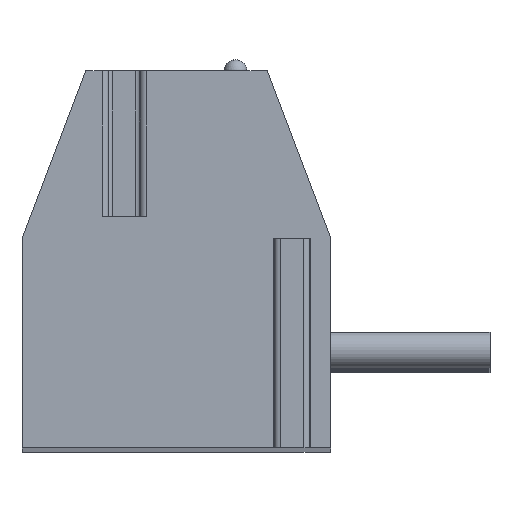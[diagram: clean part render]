
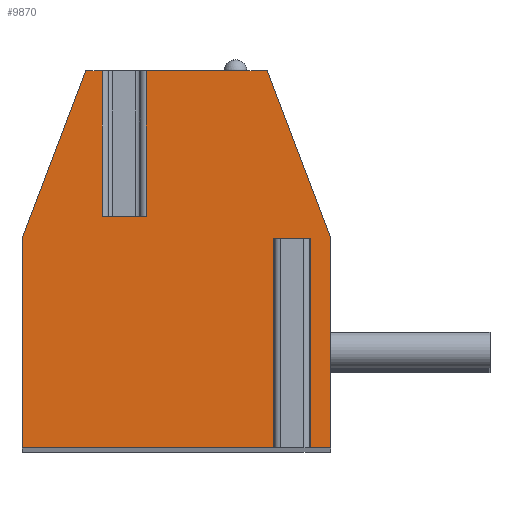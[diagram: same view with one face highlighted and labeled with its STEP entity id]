
A CAD part, top view. The second image highlights one B-rep face of the part: STEP entity #9870.
In plain terms, the highlighted planar face has unit normal (0, 0, 1).
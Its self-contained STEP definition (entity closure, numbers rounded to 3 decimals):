
#13=DIRECTION('',(0.,1.,0.));
#14=VECTOR('',#13,3.2);
#15=CARTESIAN_POINT('',(-1.636,1.,51.435));
#16=LINE('',#15,#14);
#17=DIRECTION('',(1.,0.,0.));
#18=VECTOR('',#17,0.972);
#19=CARTESIAN_POINT('',(-1.636,1.,51.435));
#20=LINE('',#19,#18);
#21=DIRECTION('',(0.,1.,0.));
#22=VECTOR('',#21,3.2);
#23=CARTESIAN_POINT('',(-0.664,1.,51.435));
#24=LINE('',#23,#22);
#25=DIRECTION('',(-1.,0.,0.));
#26=VECTOR('',#25,2.659);
#27=CARTESIAN_POINT('',(1.995,4.2,51.435));
#28=LINE('',#27,#26);
#29=DIRECTION('',(-0.355,0.935,0.));
#30=VECTOR('',#29,3.958);
#31=CARTESIAN_POINT('',(3.4,0.5,51.435));
#32=LINE('',#31,#30);
#33=DIRECTION('',(0.,1.,0.));
#34=VECTOR('',#33,4.6);
#35=CARTESIAN_POINT('',(3.4,-4.1,51.435));
#36=LINE('',#35,#34);
#37=DIRECTION('',(1.,0.,0.));
#38=VECTOR('',#37,0.625);
#39=CARTESIAN_POINT('',(2.775,-4.1,51.435));
#40=LINE('',#39,#38);
#41=DIRECTION('',(0.,1.,0.));
#42=VECTOR('',#41,4.6);
#43=CARTESIAN_POINT('',(2.775,-4.1,51.435));
#44=LINE('',#43,#42);
#45=DIRECTION('',(-1.,0.,0.));
#46=VECTOR('',#45,0.45);
#47=CARTESIAN_POINT('',(2.775,0.5,51.435));
#48=LINE('',#47,#46);
#49=DIRECTION('',(0.,1.,0.));
#50=VECTOR('',#49,4.6);
#51=CARTESIAN_POINT('',(2.325,-4.1,51.435));
#52=LINE('',#51,#50);
#53=DIRECTION('',(1.,0.,0.));
#54=VECTOR('',#53,5.725);
#55=CARTESIAN_POINT('',(-3.4,-4.1,51.435));
#56=LINE('',#55,#54);
#57=DIRECTION('',(0.,-1.,0.));
#58=VECTOR('',#57,4.6);
#59=CARTESIAN_POINT('',(-3.4,0.5,51.435));
#60=LINE('',#59,#58);
#61=DIRECTION('',(-0.355,-0.935,0.));
#62=VECTOR('',#61,3.958);
#63=CARTESIAN_POINT('',(-1.995,4.2,51.435));
#64=LINE('',#63,#62);
#65=DIRECTION('',(-1.,0.,0.));
#66=VECTOR('',#65,0.359);
#67=CARTESIAN_POINT('',(-1.636,4.2,51.435));
#68=LINE('',#67,#66);
#7751=CARTESIAN_POINT('',(-1.995,4.2,51.435));
#7752=CARTESIAN_POINT('',(-3.4,0.5,51.435));
#7753=VERTEX_POINT('',#7751);
#7754=VERTEX_POINT('',#7752);
#7755=CARTESIAN_POINT('',(-3.4,-4.1,51.435));
#7756=VERTEX_POINT('',#7755);
#7757=CARTESIAN_POINT('',(3.4,-4.1,51.435));
#7758=CARTESIAN_POINT('',(3.4,0.5,51.435));
#7759=VERTEX_POINT('',#7757);
#7760=VERTEX_POINT('',#7758);
#7761=CARTESIAN_POINT('',(1.995,4.2,51.435));
#7762=VERTEX_POINT('',#7761);
#7799=CARTESIAN_POINT('',(2.775,0.5,51.435));
#7800=CARTESIAN_POINT('',(2.325,0.5,51.435));
#7801=VERTEX_POINT('',#7799);
#7802=VERTEX_POINT('',#7800);
#7803=CARTESIAN_POINT('',(2.325,-4.1,51.435));
#7804=VERTEX_POINT('',#7803);
#7805=CARTESIAN_POINT('',(2.775,-4.1,51.435));
#7806=VERTEX_POINT('',#7805);
#7867=CARTESIAN_POINT('',(-1.636,1.,51.435));
#7868=CARTESIAN_POINT('',(-1.636,4.2,51.435));
#7869=VERTEX_POINT('',#7867);
#7870=VERTEX_POINT('',#7868);
#7871=CARTESIAN_POINT('',(-0.664,1.,51.435));
#7872=CARTESIAN_POINT('',(-0.664,4.2,51.435));
#7873=VERTEX_POINT('',#7871);
#7874=VERTEX_POINT('',#7872);
#9835=CARTESIAN_POINT('',(0.,0.,51.435));
#9836=DIRECTION('',(0.,0.,1.));
#9837=DIRECTION('',(1.,0.,0.));
#9838=AXIS2_PLACEMENT_3D('',#9835,#9836,#9837);
#9839=PLANE('',#9838);
#9841=ORIENTED_EDGE('',*,*,#9840,.F.);
#9843=ORIENTED_EDGE('',*,*,#9842,.T.);
#9845=ORIENTED_EDGE('',*,*,#9844,.T.);
#9847=ORIENTED_EDGE('',*,*,#9846,.F.);
#9849=ORIENTED_EDGE('',*,*,#9848,.F.);
#9851=ORIENTED_EDGE('',*,*,#9850,.F.);
#9853=ORIENTED_EDGE('',*,*,#9852,.F.);
#9855=ORIENTED_EDGE('',*,*,#9854,.T.);
#9857=ORIENTED_EDGE('',*,*,#9856,.T.);
#9859=ORIENTED_EDGE('',*,*,#9858,.F.);
#9861=ORIENTED_EDGE('',*,*,#9860,.F.);
#9863=ORIENTED_EDGE('',*,*,#9862,.F.);
#9865=ORIENTED_EDGE('',*,*,#9864,.F.);
#9867=ORIENTED_EDGE('',*,*,#9866,.F.);
#9868=EDGE_LOOP('',(#9841,#9843,#9845,#9847,#9849,#9851,#9853,#9855,#9857,#9859,
#9861,#9863,#9865,#9867));
#9869=FACE_OUTER_BOUND('',#9868,.F.);
#9840=EDGE_CURVE('',#7869,#7870,#16,.T.);
#9842=EDGE_CURVE('',#7869,#7873,#20,.T.);
#9844=EDGE_CURVE('',#7873,#7874,#24,.T.);
#9846=EDGE_CURVE('',#7762,#7874,#28,.T.);
#9848=EDGE_CURVE('',#7760,#7762,#32,.T.);
#9850=EDGE_CURVE('',#7759,#7760,#36,.T.);
#9852=EDGE_CURVE('',#7806,#7759,#40,.T.);
#9854=EDGE_CURVE('',#7806,#7801,#44,.T.);
#9856=EDGE_CURVE('',#7801,#7802,#48,.T.);
#9858=EDGE_CURVE('',#7804,#7802,#52,.T.);
#9860=EDGE_CURVE('',#7756,#7804,#56,.T.);
#9862=EDGE_CURVE('',#7754,#7756,#60,.T.);
#9864=EDGE_CURVE('',#7753,#7754,#64,.T.);
#9866=EDGE_CURVE('',#7870,#7753,#68,.T.);
#9870=ADVANCED_FACE('',(#9869),#9839,.T.);
